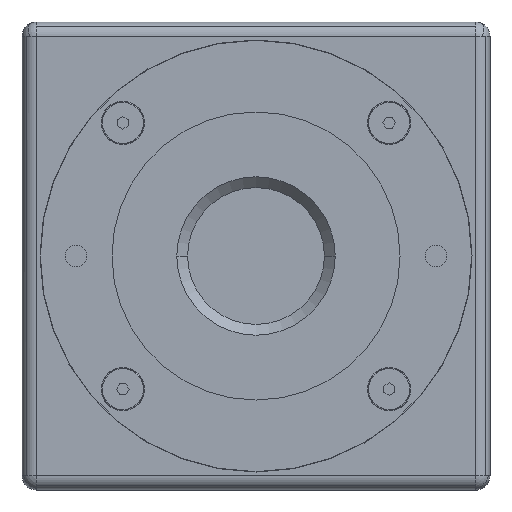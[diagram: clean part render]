
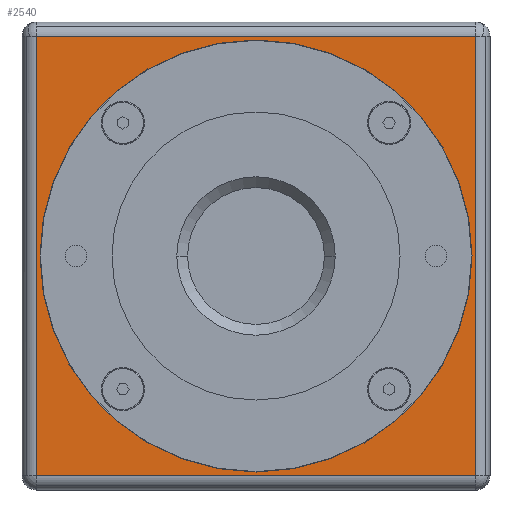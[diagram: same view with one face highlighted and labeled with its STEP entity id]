
A CAD part, front view. The second image highlights one B-rep face of the part: STEP entity #2540.
In plain terms, the highlighted planar face has unit normal (0, -1, 0).
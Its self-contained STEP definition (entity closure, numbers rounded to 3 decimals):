
#629 = CARTESIAN_POINT ( 'NONE',  ( 0., 0., 0. ) ) ;
#874 = VECTOR ( 'NONE', #14016, 1000. ) ;
#1267 = CARTESIAN_POINT ( 'NONE',  ( -30.5, 0., -16.25 ) ) ;
#1341 = CARTESIAN_POINT ( 'NONE',  ( -30.5, 0., 30.5 ) ) ;
#2078 = VERTEX_POINT ( 'NONE', #3585 ) ;
#2229 = VECTOR ( 'NONE', #12628, 1000. ) ;
#2323 = CARTESIAN_POINT ( 'NONE',  ( 0., 0., 0. ) ) ;
#2468 = CARTESIAN_POINT ( 'NONE',  ( 0., 0., 0. ) ) ;
#2540 = ADVANCED_FACE ( 'NONE', ( #13005, #3566 ), #5737, .T. ) ;
#2547 = DIRECTION ( 'NONE',  ( 0., 1., 0. ) ) ;
#2819 = ORIENTED_EDGE ( 'NONE', *, *, #13578, .F. ) ;
#2917 = AXIS2_PLACEMENT_3D ( 'NONE', #2468, #2547, #3790 ) ;
#3382 = ORIENTED_EDGE ( 'NONE', *, *, #14472, .F. ) ;
#3541 = CARTESIAN_POINT ( 'NONE',  ( 30.5, 0., -30.5 ) ) ;
#3566 = FACE_OUTER_BOUND ( 'NONE', #5153, .T. ) ;
#3585 = CARTESIAN_POINT ( 'NONE',  ( 30., 0., 0. ) ) ;
#3705 = EDGE_CURVE ( 'NONE', #8758, #8432, #9491, .T. ) ;
#3790 = DIRECTION ( 'NONE',  ( -1., 0., 0. ) ) ;
#3892 = CIRCLE ( 'NONE', #12605, 30. ) ;
#4000 = VECTOR ( 'NONE', #10602, 1000. ) ;
#4796 = EDGE_LOOP ( 'NONE', ( #6825, #4940 ) ) ;
#4940 = ORIENTED_EDGE ( 'NONE', *, *, #7834, .T. ) ;
#5153 = EDGE_LOOP ( 'NONE', ( #2819, #3382, #6552, #15093 ) ) ;
#5367 = LINE ( 'NONE', #12399, #2229 ) ;
#5502 = CARTESIAN_POINT ( 'NONE',  ( -30.5, 0., -30.5 ) ) ;
#5595 = EDGE_CURVE ( 'NONE', #5856, #2078, #9368, .T. ) ;
#5737 = PLANE ( 'NONE',  #14542 ) ;
#5856 = VERTEX_POINT ( 'NONE', #13606 ) ;
#5993 = VECTOR ( 'NONE', #9399, 1000. ) ;
#6544 = DIRECTION ( 'NONE',  ( -1., 0., 0. ) ) ;
#6552 = ORIENTED_EDGE ( 'NONE', *, *, #3705, .F. ) ;
#6825 = ORIENTED_EDGE ( 'NONE', *, *, #5595, .T. ) ;
#7834 = EDGE_CURVE ( 'NONE', #2078, #5856, #3892, .T. ) ;
#8432 = VERTEX_POINT ( 'NONE', #3541 ) ;
#8758 = VERTEX_POINT ( 'NONE', #15251 ) ;
#9368 = CIRCLE ( 'NONE', #2917, 30. ) ;
#9399 = DIRECTION ( 'NONE',  ( -1., 0., 0. ) ) ;
#9491 = LINE ( 'NONE', #11916, #874 ) ;
#10132 = DIRECTION ( 'NONE',  ( 0., 1., 0. ) ) ;
#10493 = DIRECTION ( 'NONE',  ( 0., 0., -1. ) ) ;
#10602 = DIRECTION ( 'NONE',  ( 0., 0., 1. ) ) ;
#10727 = LINE ( 'NONE', #15255, #5993 ) ;
#11520 = DIRECTION ( 'NONE',  ( 0., -1., 0. ) ) ;
#11575 = VERTEX_POINT ( 'NONE', #5502 ) ;
#11916 = CARTESIAN_POINT ( 'NONE',  ( 30.5, 0., 16.25 ) ) ;
#12399 = CARTESIAN_POINT ( 'NONE',  ( -16.25, 0., 30.5 ) ) ;
#12506 = VERTEX_POINT ( 'NONE', #1341 ) ;
#12605 = AXIS2_PLACEMENT_3D ( 'NONE', #629, #10132, #6544 ) ;
#12623 = EDGE_CURVE ( 'NONE', #12506, #8758, #5367, .T. ) ;
#12628 = DIRECTION ( 'NONE',  ( 1., 0., 0. ) ) ;
#13005 = FACE_BOUND ( 'NONE', #4796, .T. ) ;
#13578 = EDGE_CURVE ( 'NONE', #11575, #12506, #15290, .T. ) ;
#13606 = CARTESIAN_POINT ( 'NONE',  ( -30., 0., 0. ) ) ;
#14016 = DIRECTION ( 'NONE',  ( 0., 0., -1. ) ) ;
#14472 = EDGE_CURVE ( 'NONE', #8432, #11575, #10727, .T. ) ;
#14542 = AXIS2_PLACEMENT_3D ( 'NONE', #2323, #11520, #10493 ) ;
#15093 = ORIENTED_EDGE ( 'NONE', *, *, #12623, .F. ) ;
#15251 = CARTESIAN_POINT ( 'NONE',  ( 30.5, 0., 30.5 ) ) ;
#15255 = CARTESIAN_POINT ( 'NONE',  ( 16.25, 0., -30.5 ) ) ;
#15290 = LINE ( 'NONE', #1267, #4000 ) ;
